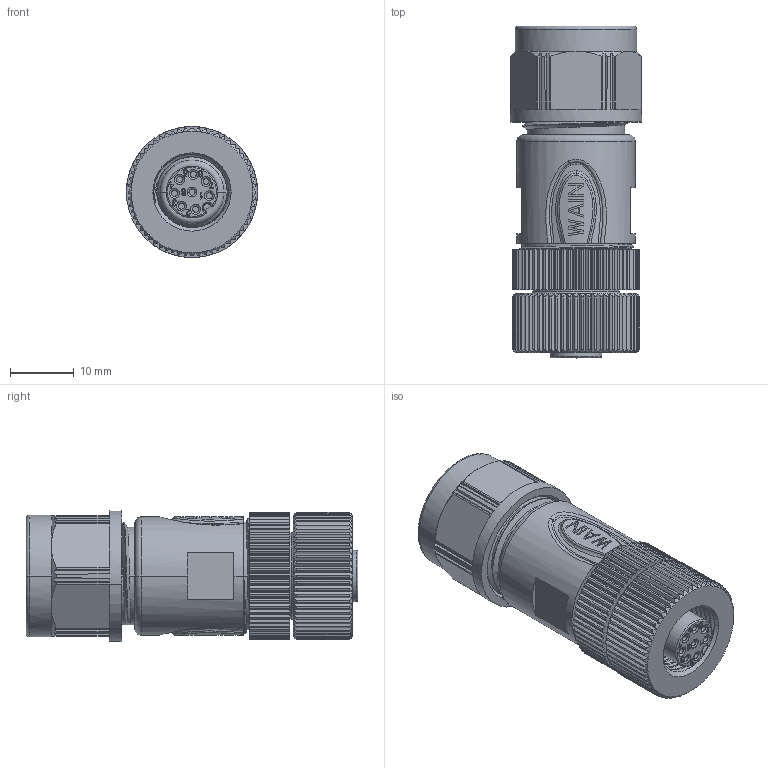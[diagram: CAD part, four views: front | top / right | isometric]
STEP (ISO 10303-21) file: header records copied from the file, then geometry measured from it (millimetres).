
FILE_DESCRIPTION((''),'2;1');
FILE_NAME('3D_1630044233505_M12P-FST04A-T-','2024-03-16T',('12262'),(''),'PRO/ENGINEER BY PARAMETRIC TECHNOLOGY CORPORATION, 2012480','PRO/ENGINEER BY PARAMETRIC TECHNOLOGY CORPORATION, 2012480','');
FILE_SCHEMA(('CONFIG_CONTROL_DESIGN'));
Length unit declared in the file: millimetre
Products named in the file (1): 3D_1630044233505_M12P-FST04A-T-
Bounding box: 20.5 x 51.9 x 20.49 mm (x, y, z)
Volume: 12733.8 mm3; surface area: 9114.8 mm2
Topology: 1 solids, 4 shells, 1601 faces, 4449 edges, 2871 vertices
Faces by surface type: plane 675, cylinder 464, cone 251, extrusion 116, bspline 59, torus 34, sphere 2
Entity records: 68981 total; most frequent: CARTESIAN_POINT 29995, ORIENTED_EDGE 8894, DIRECTION 7066, EDGE_CURVE 4447, VERTEX_POINT 2871, AXIS2_PLACEMENT_3D 2553, VECTOR 1960, LINE 1844
